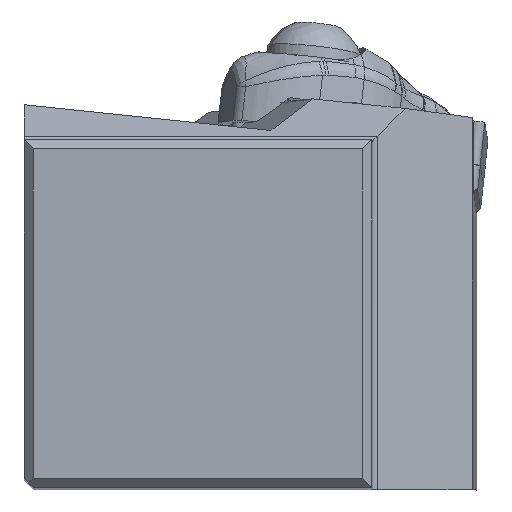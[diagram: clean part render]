
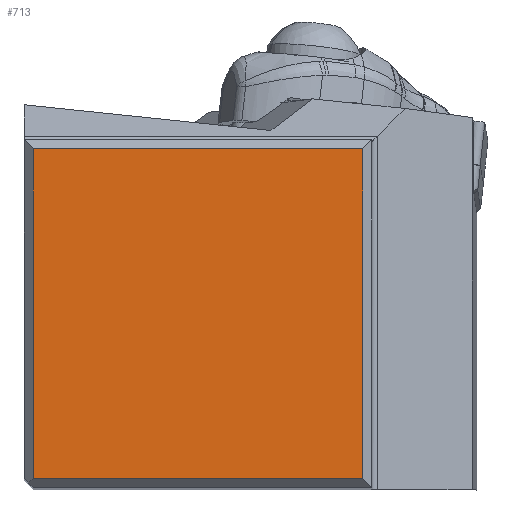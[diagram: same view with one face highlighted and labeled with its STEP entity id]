
A CAD part, top view. The second image highlights one B-rep face of the part: STEP entity #713.
In plain terms, the highlighted planar face has unit normal (0, 0, 1).
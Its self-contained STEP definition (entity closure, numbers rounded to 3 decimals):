
#462=FACE_OUTER_BOUND('',#1073,.T.);
#713=ADVANCED_FACE('',(#462),#964,.T.);
#964=PLANE('',#4898);
#1073=EDGE_LOOP('',(#1442,#1443,#1444,#1445));
#1442=ORIENTED_EDGE('',*,*,#3340,.T.);
#1443=ORIENTED_EDGE('',*,*,#3341,.T.);
#1444=ORIENTED_EDGE('',*,*,#3342,.T.);
#1445=ORIENTED_EDGE('',*,*,#3339,.F.);
#2840=VERTEX_POINT('',#6779);
#2841=VERTEX_POINT('',#6781);
#2842=VERTEX_POINT('',#6785);
#2843=VERTEX_POINT('',#6787);
#3339=EDGE_CURVE('',#2841,#2840,#4349,.T.);
#3340=EDGE_CURVE('',#2841,#2842,#4350,.T.);
#3341=EDGE_CURVE('',#2842,#2843,#4351,.T.);
#3342=EDGE_CURVE('',#2843,#2840,#4352,.T.);
#4349=LINE('',#6782,#4597);
#4350=LINE('',#6784,#4598);
#4351=LINE('',#6786,#4599);
#4352=LINE('',#6788,#4600);
#4597=VECTOR('',#5517,1.);
#4598=VECTOR('',#5520,1.);
#4599=VECTOR('',#5521,1.);
#4600=VECTOR('',#5522,1.);
#4898=AXIS2_PLACEMENT_3D('',#6789,#5523,#5524);
#5517=DIRECTION('',(0.,-1.,0.));
#5520=DIRECTION('',(-1.,0.,0.));
#5521=DIRECTION('',(0.,-1.,0.));
#5522=DIRECTION('',(1.,0.,0.));
#5523=DIRECTION('',(0.,0.,1.));
#5524=DIRECTION('',(1.,0.,0.));
#6779=CARTESIAN_POINT('',(37.1,1.,0.));
#6781=CARTESIAN_POINT('',(37.1,37.1,0.));
#6782=CARTESIAN_POINT('',(37.1,37.1,0.));
#6784=CARTESIAN_POINT('',(37.1,37.1,0.));
#6785=CARTESIAN_POINT('',(1.,37.1,0.));
#6786=CARTESIAN_POINT('',(1.,37.1,0.));
#6787=CARTESIAN_POINT('',(1.,1.,0.));
#6788=CARTESIAN_POINT('',(1.,1.,0.));
#6789=CARTESIAN_POINT('',(19.05,19.05,0.));
